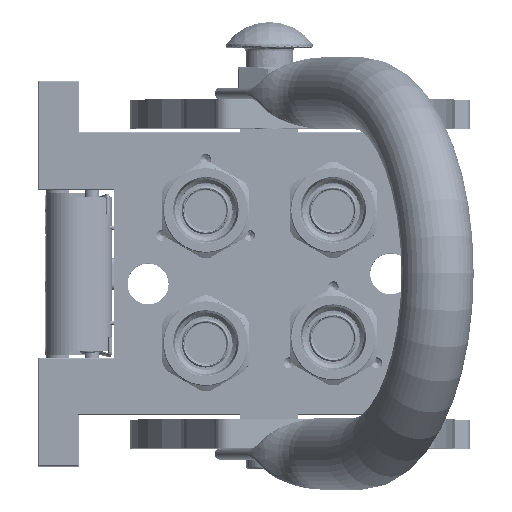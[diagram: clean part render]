
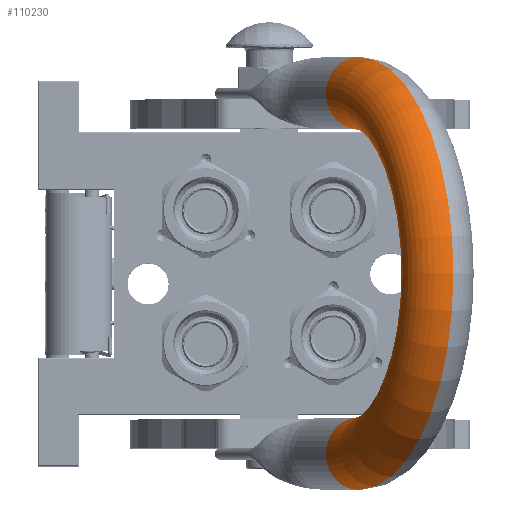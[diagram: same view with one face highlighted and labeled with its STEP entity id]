
A CAD part, top view. The second image highlights one B-rep face of the part: STEP entity #110230.
In plain terms, the highlighted toroidal (fillet/blend) face has major radius 62.25 mm and minor radius 12.5 mm.
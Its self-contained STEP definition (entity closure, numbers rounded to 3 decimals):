
#119 = DIRECTION ( 'NONE',  ( 1., 0., 0. ) ) ;
#4825 = FACE_OUTER_BOUND ( 'NONE', #73702, .T. ) ;
#7219 = AXIS2_PLACEMENT_3D ( 'NONE', #114006, #112730, #122576 ) ;
#9632 = CARTESIAN_POINT ( 'NONE',  ( 0., 0., 25.25 ) ) ;
#11736 = AXIS2_PLACEMENT_3D ( 'NONE', #14376, #83447, #121564 ) ;
#13962 = DIRECTION ( 'NONE',  ( 1., 0., 0. ) ) ;
#14376 = CARTESIAN_POINT ( 'NONE',  ( 0., 0., 25.25 ) ) ;
#23697 = CARTESIAN_POINT ( 'NONE',  ( -74.75, 0., 25.25 ) ) ;
#24639 = CARTESIAN_POINT ( 'NONE',  ( 49.75, 0., 25.25 ) ) ;
#28761 = CARTESIAN_POINT ( 'NONE',  ( -49.75, 0., 25.25 ) ) ;
#30738 = AXIS2_PLACEMENT_3D ( 'NONE', #72721, #80904, #13962 ) ;
#45366 = EDGE_CURVE ( 'NONE', #46456, #67064, #60600, .T. ) ;
#46252 = AXIS2_PLACEMENT_3D ( 'NONE', #9632, #78254, #96716 ) ;
#46456 = VERTEX_POINT ( 'NONE', #23697 ) ;
#47843 = DIRECTION ( 'NONE',  ( 0., 1., 0. ) ) ;
#49018 = VERTEX_POINT ( 'NONE', #76903 ) ;
#54780 = CIRCLE ( 'NONE', #46252, 74.75 ) ;
#60600 = CIRCLE ( 'NONE', #7219, 12.5 ) ;
#67064 = VERTEX_POINT ( 'NONE', #28761 ) ;
#69897 = EDGE_CURVE ( 'NONE', #67064, #108743, #107057, .T. ) ;
#71417 = EDGE_CURVE ( 'NONE', #49018, #108743, #79046, .T. ) ;
#71645 = ORIENTED_EDGE ( 'NONE', *, *, #93184, .F. ) ;
#72721 = CARTESIAN_POINT ( 'NONE',  ( 62.25, 0., 25.25 ) ) ;
#73702 = EDGE_LOOP ( 'NONE', ( #121547, #109220, #71645, #81793 ) ) ;
#76270 = AXIS2_PLACEMENT_3D ( 'NONE', #106535, #47843, #119 ) ;
#76903 = CARTESIAN_POINT ( 'NONE',  ( 74.75, 0., 25.25 ) ) ;
#78254 = DIRECTION ( 'NONE',  ( 0., 1., 0. ) ) ;
#79046 = CIRCLE ( 'NONE', #30738, 12.5 ) ;
#80904 = DIRECTION ( 'NONE',  ( 0., 0., -1. ) ) ;
#81793 = ORIENTED_EDGE ( 'NONE', *, *, #45366, .T. ) ;
#83447 = DIRECTION ( 'NONE',  ( 0., 1., 0. ) ) ;
#93184 = EDGE_CURVE ( 'NONE', #46456, #49018, #54780, .T. ) ;
#96716 = DIRECTION ( 'NONE',  ( -1., 0., 0. ) ) ;
#106535 = CARTESIAN_POINT ( 'NONE',  ( 0., 0., 25.25 ) ) ;
#107057 = CIRCLE ( 'NONE', #11736, 49.75 ) ;
#108743 = VERTEX_POINT ( 'NONE', #24639 ) ;
#109220 = ORIENTED_EDGE ( 'NONE', *, *, #71417, .F. ) ;
#110230 = ADVANCED_FACE ( 'NONE', ( #4825 ), #115361, .T. ) ;
#112730 = DIRECTION ( 'NONE',  ( 0., 0., 1. ) ) ;
#114006 = CARTESIAN_POINT ( 'NONE',  ( -62.25, 0., 25.25 ) ) ;
#115361 = TOROIDAL_SURFACE ( 'NONE', #76270, 62.25, 12.5 ) ;
#121547 = ORIENTED_EDGE ( 'NONE', *, *, #69897, .T. ) ;
#121564 = DIRECTION ( 'NONE',  ( -1., 0., 0. ) ) ;
#122576 = DIRECTION ( 'NONE',  ( -1., 0., 0. ) ) ;
